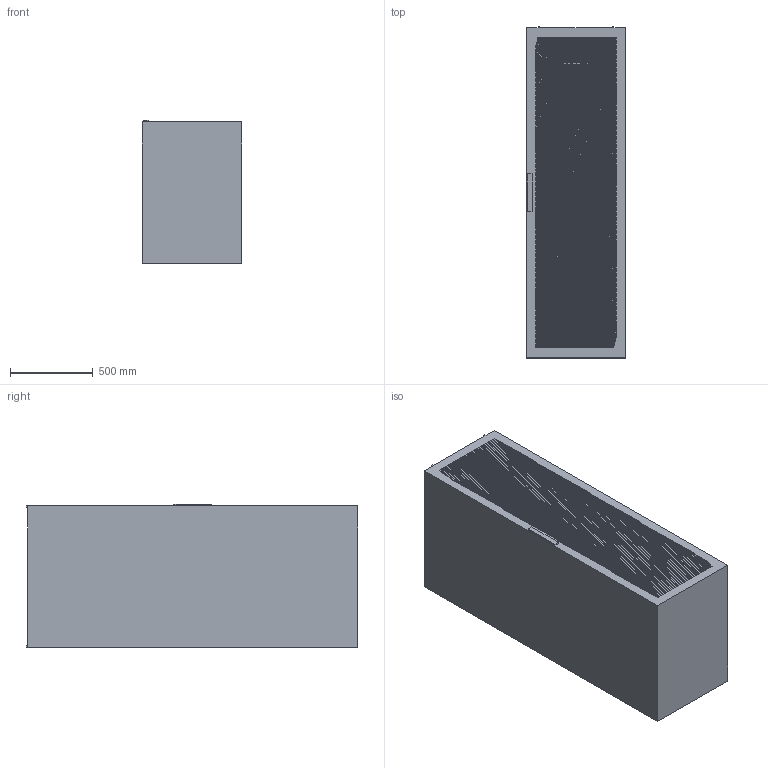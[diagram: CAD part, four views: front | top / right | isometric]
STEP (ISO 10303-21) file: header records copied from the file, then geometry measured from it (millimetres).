
FILE_DESCRIPTION (( 'STEP AP203' ), '1' );
FILE_NAME ('MPOM-F-120.STEP', '2023-10-13T07:45:50', ( '' ), ( '' ), 'SwSTEP 2.0', 'SolidWorks 2022', '' );
FILE_SCHEMA (( 'CONFIG_CONTROL_DESIGN' ));
Length unit declared in the file: millimetre
Products named in the file (1): MPOM-F-120
Bounding box: 600 x 2010 x 870 mm (x, y, z)
Volume: 1032052437.2 mm3; surface area: 6926520.7 mm2
Topology: 1 solids, 1 shells, 676 faces, 1767 edges, 1143 vertices
Faces by surface type: plane 668, bspline 8
Entity records: 20372 total; most frequent: CARTESIAN_POINT 3691, ORIENTED_EDGE 3534, DIRECTION 3089, EDGE_CURVE 1767, LINE 1751, VECTOR 1751, VERTEX_POINT 1143, EDGE_LOOP 776
